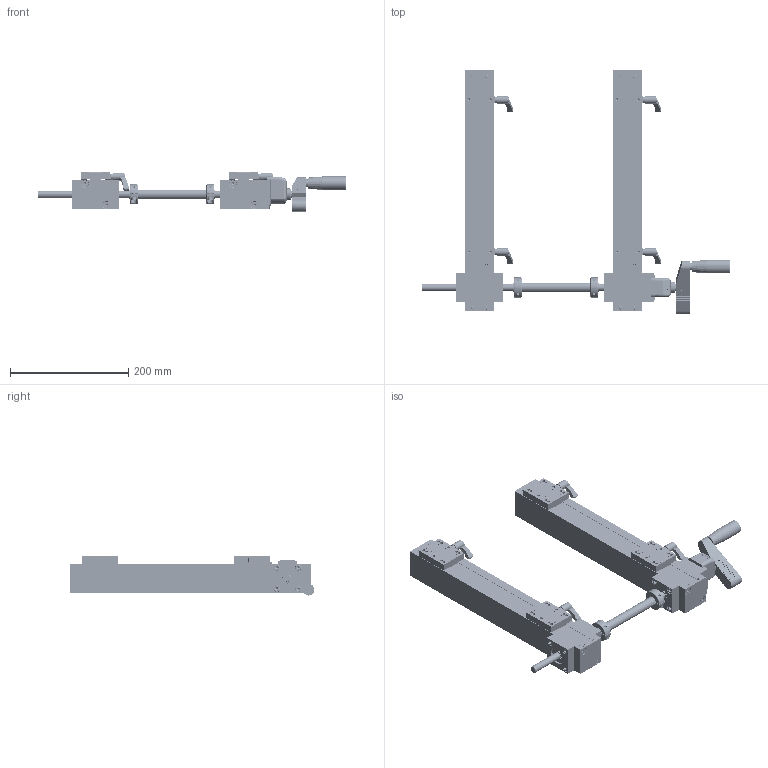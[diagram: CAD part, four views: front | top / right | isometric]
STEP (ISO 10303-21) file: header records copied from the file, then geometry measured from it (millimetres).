
FILE_DESCRIPTION(/* description */ ('Unknown'),/* implementation_level */ '2;1');
FILE_NAME(/* name */ 'Spindelantrieb50-Portal-3',/* time_stamp */ '2020-03-29T06:46:49+02:00',/* author */ ('Unknown'),/* organization */ ('Unknown'),/* preprocessor_version */ 'ST-DEVELOPER v16.7',/* originating_system */ 'Solid Edge',/* authorisation */ 'Unknown');
FILE_SCHEMA (('AUTOMOTIVE_DESIGN {1 0 10303 214 3 1 1}'));
Products named in the file (8): 3.2-Portal50-Spindel-AntriebStirn-sy-SchlittenPA60lg-dy; Profil-50-Zahnriemenantrieb-dy; A-0000042-Kegelradantrieb50-Flanschlager-dy; A-0000125-Flanschlager50-Stirnseite-dy; A-0000098-Deckel50-geschraubt-dy; A-0000127-Siko-Adapterplatte-50-dy; A-0000119-Drehmomentwelle-d12-D16-dy; A-0000003-Schlitten50-60lg-Klem-Alu-dy
Assembly tree (14 placements, depth 2):
  3.2-Portal50-Spindel-AntriebStirn-sy-SchlittenPA60lg-dy
    Profil-50-Zahnriemenantrieb-dy  x2
    A-0000042-Kegelradantrieb50-Flanschlager-dy  x2
    A-0000125-Flanschlager50-Stirnseite-dy  x2
    A-0000098-Deckel50-geschraubt-dy  x2
    A-0000127-Siko-Adapterplatte-50-dy
    A-0000119-Drehmomentwelle-d12-D16-dy
    A-0000003-Schlitten50-60lg-Klem-Alu-dy  x4
Bounding box: 521.46 x 413.24 x 65.91 mm (x, y, z)
Volume: 1790171.7 mm3; surface area: 589786.9 mm2
Topology: 17 solids, 17 shells, 5778 faces, 15439 edges, 10037 vertices
Faces by surface type: plane 3567, cylinder 1153, cone 579, bspline 314, torus 140, sphere 25
Full cylindrical faces by diameter (mm): 1.7 x12, 3 x5, 3.2 x8, 4 x1, 4.1 x4, 4.134 x4, 4.2 x10, 4.5 x4, 4.917 x96, 5 x36, 5.3 x2, 5.5 x16, 5.8 x8, 6 x29, 6.2 x2, 6.4 x28, 8 x4, 8.3 x4, 8.5 x4, 8.96 x2, 10 x28, 11 x24, 11.5 x4, 12 x20, 13 x4, 13.024 x1, 14 x1, 16 x2, 17 x8, 17.3 x12
Entity records: 100282 total; most frequent: CARTESIAN_POINT 24581, ORIENTED_EDGE 12170, DIRECTION 11787, EDGE_CURVE 6085, VERTEX_POINT 4136, LINE 4023, VECTOR 4023, AXIS2_PLACEMENT_3D 3882
